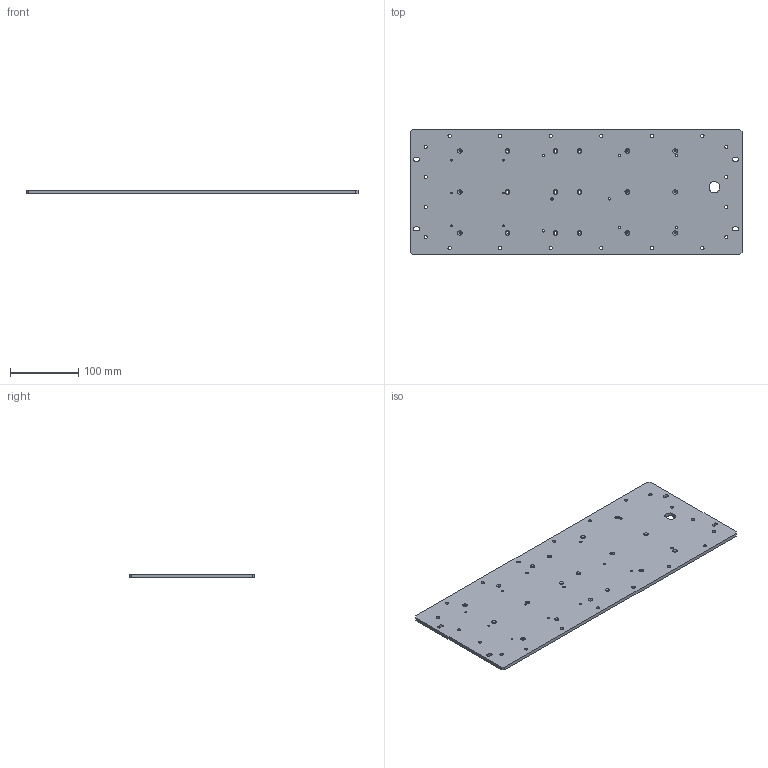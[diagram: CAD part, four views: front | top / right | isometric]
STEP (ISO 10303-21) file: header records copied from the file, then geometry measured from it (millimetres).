
FILE_DESCRIPTION(('STEP AP242'), '1');
FILE_NAME('ÅÐÂË.741128.009_Ïàíåëü çàäíÿÿ èçì.1[1]', '', ('UNSPECIFIED'), ('UNSPECIFIED'), 'C3D Converter', 'C3D Toolkit', '');
FILE_SCHEMA(('AP242_MANAGED_MODEL_BASED_3D_ENGINEERING_MIM_LF { 1 0 10303 442 1 1 4 }'));
Length unit declared in the file: millimetre
Products named in the file (1): ЕРВЛ.741128.009_Панель задняя изм.1[1]
Bounding box: 486 x 184 x 5 mm (x, y, z)
Volume: 441689.7 mm3; surface area: 187421.2 mm2
Topology: 1 solids, 1 shells, 529 faces, 1479 edges, 980 vertices
Faces by surface type: plane 260, bspline 189, cylinder 62, cone 18
Full cylindrical faces by diameter (mm): 2.5 x6, 3.3 x8, 3.4 x18, 4.8 x20
Entity records: 36125 total; most frequent: CARTESIAN_POINT 20030, ORIENTED_EDGE 2818, DIRECTION 1564, EDGE_CURVE 1409, VERTEX_POINT 980, EDGE_LOOP 741, B_SPLINE_CURVE_WITH_KNOTS 651, LINE 634
